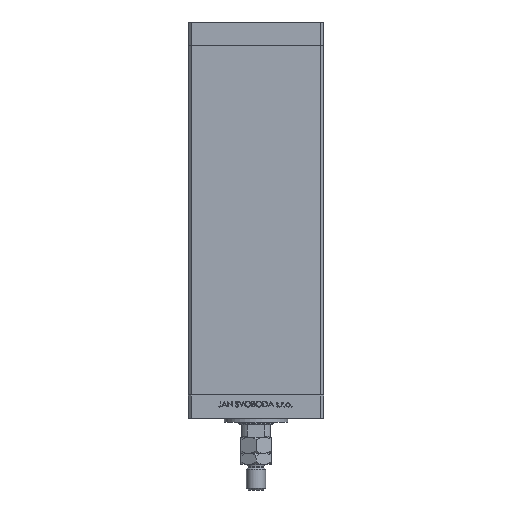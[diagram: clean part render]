
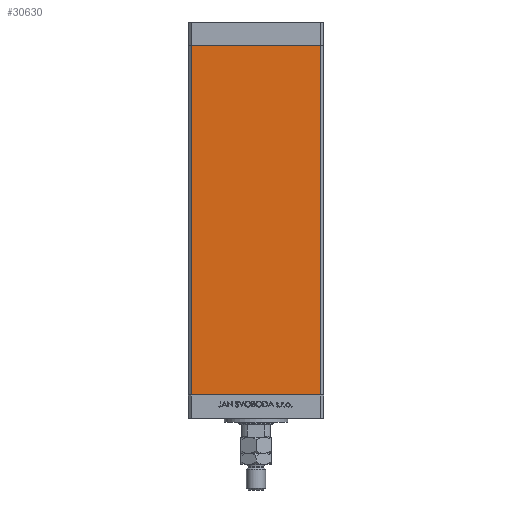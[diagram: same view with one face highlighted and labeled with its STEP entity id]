
A CAD part, front view. The second image highlights one B-rep face of the part: STEP entity #30630.
In plain terms, the highlighted planar face has unit normal (0, -1, 0).
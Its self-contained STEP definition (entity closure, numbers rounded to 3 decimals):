
#1476 = ORIENTED_EDGE ( 'NONE', *, *, #16883, .T. ) ;
#1700 = VERTEX_POINT ( 'NONE', #41536 ) ;
#2195 = EDGE_CURVE ( 'NONE', #44348, #26197, #6120, .T. ) ;
#3784 = DIRECTION ( 'NONE',  ( 0., 0., -1. ) ) ;
#4683 = VECTOR ( 'NONE', #3784, 1000. ) ;
#6120 = LINE ( 'NONE', #33663, #14639 ) ;
#7118 = VECTOR ( 'NONE', #17893, 1000. ) ;
#14639 = VECTOR ( 'NONE', #18117, 1000. ) ;
#15677 = EDGE_CURVE ( 'NONE', #26197, #31716, #32315, .T. ) ;
#16430 = EDGE_CURVE ( 'NONE', #1700, #31716, #25795, .T. ) ;
#16447 = DIRECTION ( 'NONE',  ( 0., 0., 1. ) ) ;
#16883 = EDGE_CURVE ( 'NONE', #44348, #1700, #23904, .T. ) ;
#17893 = DIRECTION ( 'NONE',  ( 1., 0., 0. ) ) ;
#18117 = DIRECTION ( 'NONE',  ( 1., 0., 0. ) ) ;
#20021 = FACE_OUTER_BOUND ( 'NONE', #44416, .T. ) ;
#23904 = LINE ( 'NONE', #31818, #25933 ) ;
#25795 = LINE ( 'NONE', #44976, #7118 ) ;
#25933 = VECTOR ( 'NONE', #32583, 1000. ) ;
#26197 = VERTEX_POINT ( 'NONE', #48036 ) ;
#27924 = DIRECTION ( 'NONE',  ( 0., 1., 0. ) ) ;
#30630 = ADVANCED_FACE ( 'NONE', ( #20021 ), #35590, .F. ) ;
#31108 = CARTESIAN_POINT ( 'NONE',  ( 40.5, -37.5, 218.5 ) ) ;
#31716 = VERTEX_POINT ( 'NONE', #35898 ) ;
#31818 = CARTESIAN_POINT ( 'NONE',  ( -40.5, -37.5, 218.5 ) ) ;
#32315 = LINE ( 'NONE', #31108, #4683 ) ;
#32583 = DIRECTION ( 'NONE',  ( 0., 0., -1. ) ) ;
#33663 = CARTESIAN_POINT ( 'NONE',  ( -40.5, -37.5, 218.5 ) ) ;
#35002 = ORIENTED_EDGE ( 'NONE', *, *, #15677, .F. ) ;
#35590 = PLANE ( 'NONE',  #36868 ) ;
#35898 = CARTESIAN_POINT ( 'NONE',  ( 40.5, -37.5, 0. ) ) ;
#36868 = AXIS2_PLACEMENT_3D ( 'NONE', #47350, #27924, #16447 ) ;
#41536 = CARTESIAN_POINT ( 'NONE',  ( -40.5, -37.5, 0. ) ) ;
#42356 = CARTESIAN_POINT ( 'NONE',  ( -40.5, -37.5, 218.5 ) ) ;
#42864 = ORIENTED_EDGE ( 'NONE', *, *, #2195, .F. ) ;
#44348 = VERTEX_POINT ( 'NONE', #42356 ) ;
#44416 = EDGE_LOOP ( 'NONE', ( #48649, #35002, #42864, #1476 ) ) ;
#44976 = CARTESIAN_POINT ( 'NONE',  ( -40.5, -37.5, 0. ) ) ;
#47350 = CARTESIAN_POINT ( 'NONE',  ( -40.5, -37.5, 218.5 ) ) ;
#48036 = CARTESIAN_POINT ( 'NONE',  ( 40.5, -37.5, 218.5 ) ) ;
#48649 = ORIENTED_EDGE ( 'NONE', *, *, #16430, .T. ) ;
